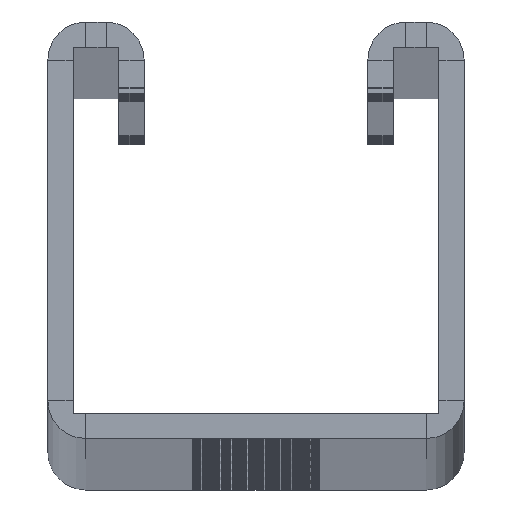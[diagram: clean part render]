
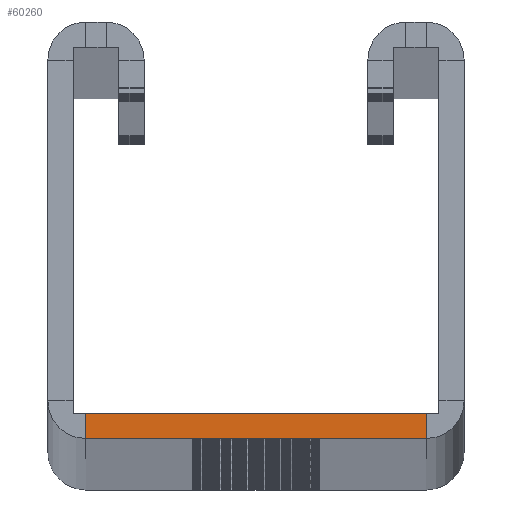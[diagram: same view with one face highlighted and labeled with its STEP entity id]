
A CAD part, top view. The second image highlights one B-rep face of the part: STEP entity #60260.
In plain terms, the highlighted planar face has unit normal (0, 0, 1).
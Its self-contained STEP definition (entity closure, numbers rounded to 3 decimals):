
#2386 = EDGE_LOOP ( 'NONE', ( #36318, #17613, #15695, #59688 ) ) ;
#2917 = VECTOR ( 'NONE', #20926, 1000. ) ;
#4614 = CARTESIAN_POINT ( 'NONE',  ( 0., 2.5, 0. ) ) ;
#4794 = LINE ( 'NONE', #57628, #67227 ) ;
#5665 = DIRECTION ( 'NONE',  ( -1., 0., 0. ) ) ;
#6982 = LINE ( 'NONE', #56918, #29625 ) ;
#7656 = CARTESIAN_POINT ( 'NONE',  ( 16.75, 0., 0. ) ) ;
#8684 = DIRECTION ( 'NONE',  ( -1., 0., 0. ) ) ;
#10965 = CARTESIAN_POINT ( 'NONE',  ( -16.75, 0., 0. ) ) ;
#14150 = EDGE_CURVE ( 'NONE', #46866, #75894, #68786, .T. ) ;
#15695 = ORIENTED_EDGE ( 'NONE', *, *, #62586, .F. ) ;
#17613 = ORIENTED_EDGE ( 'NONE', *, *, #71105, .T. ) ;
#20926 = DIRECTION ( 'NONE',  ( 0., -1., 0. ) ) ;
#21590 = CARTESIAN_POINT ( 'NONE',  ( 16.75, 2.5, 0. ) ) ;
#29625 = VECTOR ( 'NONE', #33570, 1000. ) ;
#30110 = EDGE_CURVE ( 'NONE', #46866, #38272, #39744, .T. ) ;
#30242 = DIRECTION ( 'NONE',  ( 1., 0., 0. ) ) ;
#30384 = CARTESIAN_POINT ( 'NONE',  ( -16.75, 2.5, 0. ) ) ;
#33570 = DIRECTION ( 'NONE',  ( 0., -1., 0. ) ) ;
#36318 = ORIENTED_EDGE ( 'NONE', *, *, #14150, .T. ) ;
#38272 = VERTEX_POINT ( 'NONE', #7656 ) ;
#39744 = LINE ( 'NONE', #69075, #2917 ) ;
#46866 = VERTEX_POINT ( 'NONE', #21590 ) ;
#48944 = AXIS2_PLACEMENT_3D ( 'NONE', #72088, #71842, #30242 ) ;
#56918 = CARTESIAN_POINT ( 'NONE',  ( -16.75, 2.5, 0. ) ) ;
#57628 = CARTESIAN_POINT ( 'NONE',  ( 0., 0., 0. ) ) ;
#59418 = PLANE ( 'NONE',  #48944 ) ;
#59688 = ORIENTED_EDGE ( 'NONE', *, *, #30110, .F. ) ;
#60260 = ADVANCED_FACE ( 'NONE', ( #70544 ), #59418, .T. ) ;
#62586 = EDGE_CURVE ( 'NONE', #38272, #76961, #4794, .T. ) ;
#67227 = VECTOR ( 'NONE', #8684, 1000. ) ;
#68786 = LINE ( 'NONE', #4614, #69620 ) ;
#69075 = CARTESIAN_POINT ( 'NONE',  ( 16.75, 2.5, 0. ) ) ;
#69620 = VECTOR ( 'NONE', #5665, 1000. ) ;
#70544 = FACE_OUTER_BOUND ( 'NONE', #2386, .T. ) ;
#71105 = EDGE_CURVE ( 'NONE', #75894, #76961, #6982, .T. ) ;
#71842 = DIRECTION ( 'NONE',  ( 0., 0., 1. ) ) ;
#72088 = CARTESIAN_POINT ( 'NONE',  ( -14.75, 37.25, 0. ) ) ;
#75894 = VERTEX_POINT ( 'NONE', #30384 ) ;
#76961 = VERTEX_POINT ( 'NONE', #10965 ) ;
